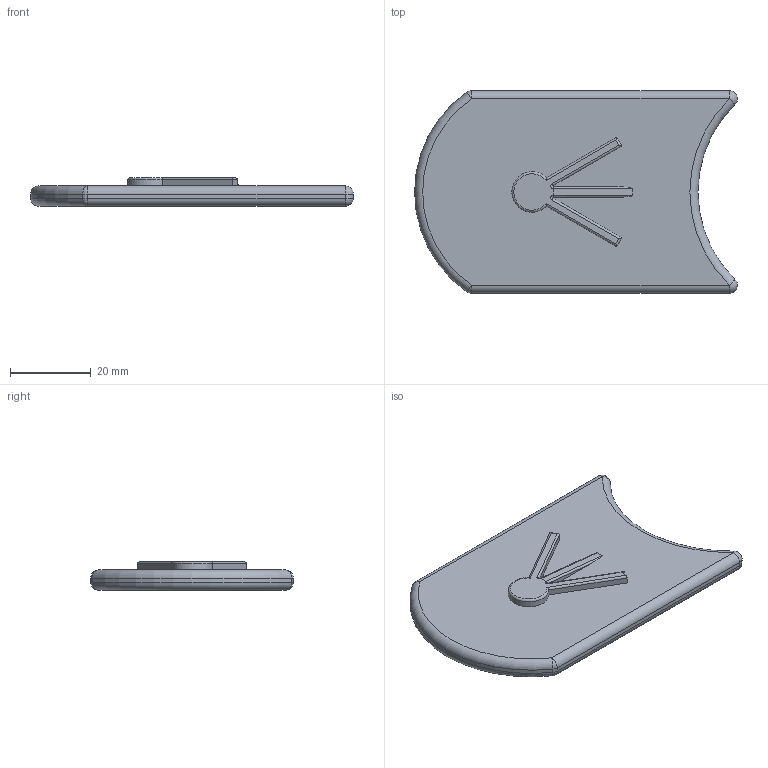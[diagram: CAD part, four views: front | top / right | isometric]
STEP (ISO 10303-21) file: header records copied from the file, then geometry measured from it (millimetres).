
FILE_DESCRIPTION(/* description */ (''),/* implementation_level */ '2;1');
FILE_NAME(/* name */ 'elseifblock.stp',/* time_stamp */ '2021-03-21T19:24:23-07:00',/* author */ (''),/* organization */ (''),/* preprocessor_version */ 'ST-DEVELOPER v16.7',/* originating_system */ 'SIEMENS PLM Software NX 1926',/* authorisation */ '');
FILE_SCHEMA (('AUTOMOTIVE_DESIGN { 1 0 10303 214 3 1 1 1 }'));
Length unit declared in the file: millimetre
Products named in the file (1): elseifblock
Bounding box: 79.75 x 50 x 7 mm (x, y, z)
Volume: 16174.5 mm3; surface area: 8246.9 mm2
Topology: 1 solids, 1 shells, 59 faces, 132 edges, 71 vertices
Faces by surface type: cylinder 23, plane 17, torus 9, sphere 8, bspline 2
Full cylindrical faces by diameter (mm): 7 x2
Entity records: 1654 total; most frequent: CARTESIAN_POINT 359, DIRECTION 290, ORIENTED_EDGE 244, EDGE_CURVE 122, AXIS2_PLACEMENT_3D 118, VERTEX_POINT 71, EDGE_LOOP 65, ADVANCED_FACE 59
